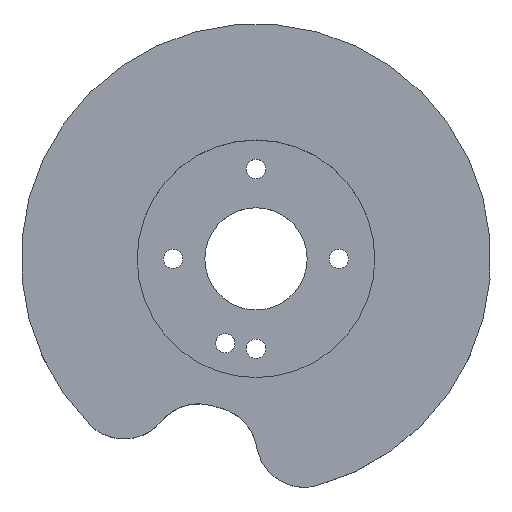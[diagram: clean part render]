
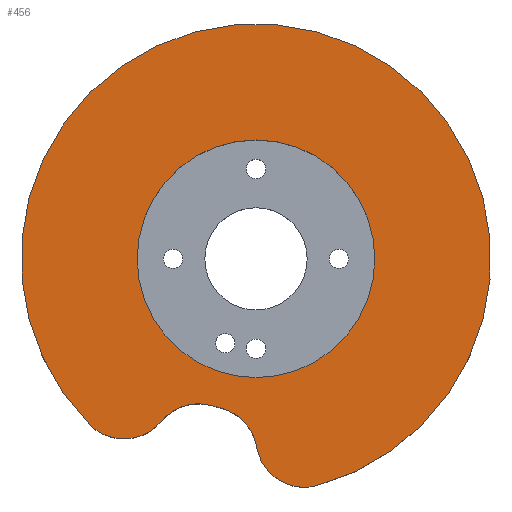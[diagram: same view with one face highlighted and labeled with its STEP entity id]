
A CAD part, top view. The second image highlights one B-rep face of the part: STEP entity #456.
In plain terms, the highlighted planar face has unit normal (0, 0, 1).
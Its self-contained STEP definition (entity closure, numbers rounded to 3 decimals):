
#16=PLANE('',#522);
#60=FACE_BOUND('',#129,.T.);
#94=FACE_OUTER_BOUND('',#128,.T.);
#128=EDGE_LOOP('',(#377,#378,#379,#380,#381,#382));
#129=EDGE_LOOP('',(#383));
#172=CIRCLE('',#498,3.5);
#174=CIRCLE('',#501,3.5);
#176=CIRCLE('',#504,3.5);
#179=CIRCLE('',#508,3.5);
#186=CIRCLE('',#520,17.);
#188=CIRCLE('',#523,11.1);
#189=CIRCLE('',#524,8.6);
#220=VERTEX_POINT('',#809);
#221=VERTEX_POINT('',#811);
#223=VERTEX_POINT('',#817);
#225=VERTEX_POINT('',#823);
#226=VERTEX_POINT('',#824);
#229=VERTEX_POINT('',#833);
#234=VERTEX_POINT('',#857);
#270=EDGE_CURVE('',#220,#221,#172,.T.);
#273=EDGE_CURVE('',#221,#223,#174,.T.);
#276=EDGE_CURVE('',#225,#226,#176,.F.);
#282=EDGE_CURVE('',#229,#226,#179,.T.);
#291=EDGE_CURVE('',#229,#223,#186,.T.);
#293=EDGE_CURVE('',#225,#220,#188,.T.);
#294=EDGE_CURVE('',#234,#234,#189,.T.);
#377=ORIENTED_EDGE('',*,*,#270,.F.);
#378=ORIENTED_EDGE('',*,*,#293,.F.);
#379=ORIENTED_EDGE('',*,*,#276,.T.);
#380=ORIENTED_EDGE('',*,*,#282,.F.);
#381=ORIENTED_EDGE('',*,*,#291,.T.);
#382=ORIENTED_EDGE('',*,*,#273,.F.);
#383=ORIENTED_EDGE('',*,*,#294,.T.);
#456=ADVANCED_FACE('',(#94,#60),#16,.T.);
#498=AXIS2_PLACEMENT_3D('',#812,#606,#607);
#501=AXIS2_PLACEMENT_3D('',#818,#613,#614);
#504=AXIS2_PLACEMENT_3D('',#825,#620,#621);
#508=AXIS2_PLACEMENT_3D('',#835,#631,#632);
#520=AXIS2_PLACEMENT_3D('',#853,#657,#658);
#522=AXIS2_PLACEMENT_3D('',#855,#661,#662);
#523=AXIS2_PLACEMENT_3D('',#856,#663,#664);
#524=AXIS2_PLACEMENT_3D('',#858,#665,#666);
#606=DIRECTION('center_axis',(0.,0.,1.));
#607=DIRECTION('ref_axis',(0.771,-0.637,0.));
#613=DIRECTION('center_axis',(0.,0.,-1.));
#614=DIRECTION('ref_axis',(0.13,-0.991,0.));
#620=DIRECTION('center_axis',(0.,0.,1.));
#621=DIRECTION('ref_axis',(-0.986,-0.166,0.));
#631=DIRECTION('center_axis',(0.,0.,-1.));
#632=DIRECTION('ref_axis',(-0.609,-0.793,0.));
#657=DIRECTION('center_axis',(0.,0.,1.));
#658=DIRECTION('ref_axis',(1.,0.,0.));
#661=DIRECTION('center_axis',(0.,0.,1.));
#662=DIRECTION('ref_axis',(1.,0.,0.));
#663=DIRECTION('center_axis',(0.,0.,-1.));
#664=DIRECTION('ref_axis',(1.,0.,0.));
#665=DIRECTION('center_axis',(0.,0.,-1.));
#666=DIRECTION('ref_axis',(1.,0.,0.));
#809=CARTESIAN_POINT('',(-3.156,-10.642,7.25));
#811=CARTESIAN_POINT('',(-6.851,-11.769,7.25));
#812=CARTESIAN_POINT('Origin',(-4.152,-13.997,7.25));
#817=CARTESIAN_POINT('',(-12.026,-12.015,7.25));
#818=CARTESIAN_POINT('Origin',(-9.55,-9.542,7.25));
#823=CARTESIAN_POINT('',(-2.587,-10.794,7.25));
#824=CARTESIAN_POINT('',(0.048,-13.618,7.25));
#825=CARTESIAN_POINT('Origin',(-3.403,-14.198,7.25));
#833=CARTESIAN_POINT('',(4.407,-16.419,7.25));
#835=CARTESIAN_POINT('Origin',(3.5,-13.038,7.25));
#853=CARTESIAN_POINT('Origin',(0.,0.,
7.25));
#855=CARTESIAN_POINT('Origin',(8.6,0.,7.25));
#856=CARTESIAN_POINT('Origin',(0.,0.,7.25));
#857=CARTESIAN_POINT('',(0.,-8.6,7.25));
#858=CARTESIAN_POINT('Origin',(0.,0.,
7.25));
